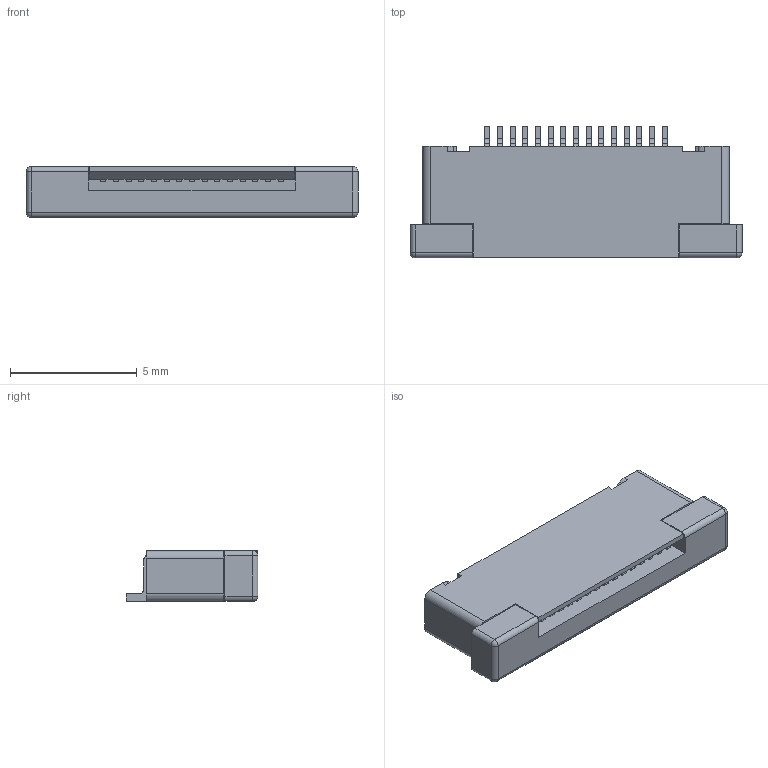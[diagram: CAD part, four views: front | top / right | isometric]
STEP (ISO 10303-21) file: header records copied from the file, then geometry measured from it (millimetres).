
FILE_DESCRIPTION(/* description */ (''),/* implementation_level */ '2;1');
FILE_NAME(/* name */ 'XKB_X05B20U15T.step',/* time_stamp */ '2023-09-17T01:19:27+08:00',/* author */ (''),/* organization */ (''),/* preprocessor_version */ 'ST-DEVELOPER v20',/* originating_system */ 'Autodesk Translation Framework v12.9.0.99',/* authorisation */ '');
FILE_SCHEMA (('AUTOMOTIVE_DESIGN { 1 0 10303 214 3 1 1 }'));
Length unit declared in the file: millimetre
Products named in the file (1): X05B20U15T
Bounding box: 13.1 x 5.2 x 2 mm (x, y, z)
Volume: 104.1 mm3; surface area: 251.7 mm2
Topology: 1 solids, 1 shells, 410 faces, 1137 edges, 732 vertices
Faces by surface type: plane 298, cylinder 108, sphere 4
Entity records: 13206 total; most frequent: CARTESIAN_POINT 2280, ORIENTED_EDGE 2274, DIRECTION 2175, EDGE_CURVE 1137, LINE 921, VECTOR 921, VERTEX_POINT 732, AXIS2_PLACEMENT_3D 627
